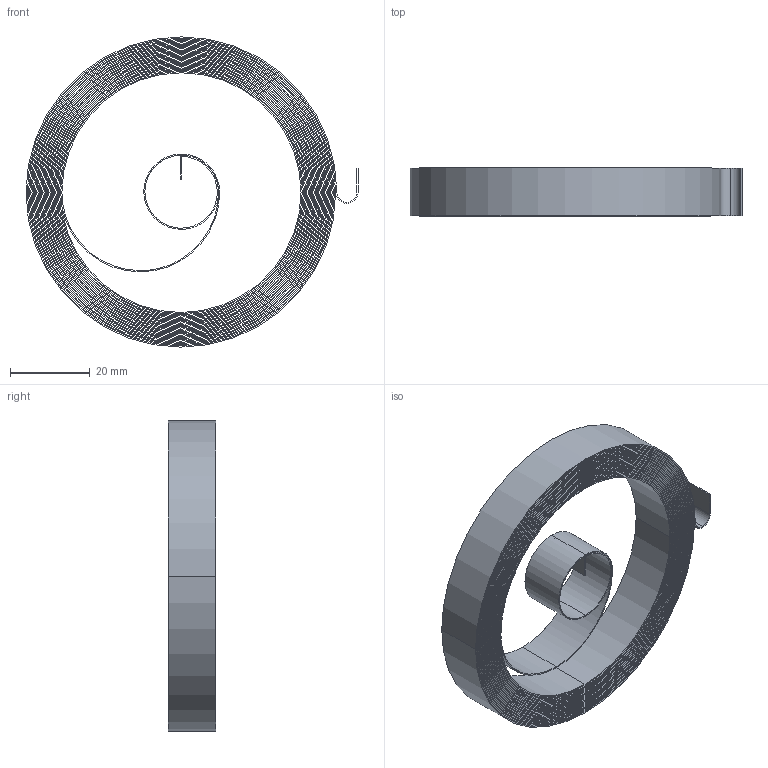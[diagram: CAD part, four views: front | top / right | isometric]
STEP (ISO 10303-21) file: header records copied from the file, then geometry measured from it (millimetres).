
FILE_DESCRIPTION (( 'STEP AP214' ), '1' );
FILE_NAME ('CS3012640.STEP', '2020-03-16T02:44:34', ( '' ), ( '' ), 'SwSTEP 2.0', 'SolidWorks 2020', '' );
FILE_SCHEMA (( 'AUTOMOTIVE_DESIGN' ));
Length unit declared in the file: millimetre
Products named in the file (1): CS3012640
Bounding box: 83.3 x 12 x 77.85 mm (x, y, z)
Volume: 23572.3 mm3; surface area: 161136.7 mm2
Topology: 1 solids, 1 shells, 198 faces, 588 edges, 392 vertices
Faces by surface type: cylinder 190, plane 8
Entity records: 6906 total; most frequent: DIRECTION 1366, CARTESIAN_POINT 1179, ORIENTED_EDGE 1176, EDGE_CURVE 588, AXIS2_PLACEMENT_3D 579, VERTEX_POINT 392, CIRCLE 380, LINE 208
